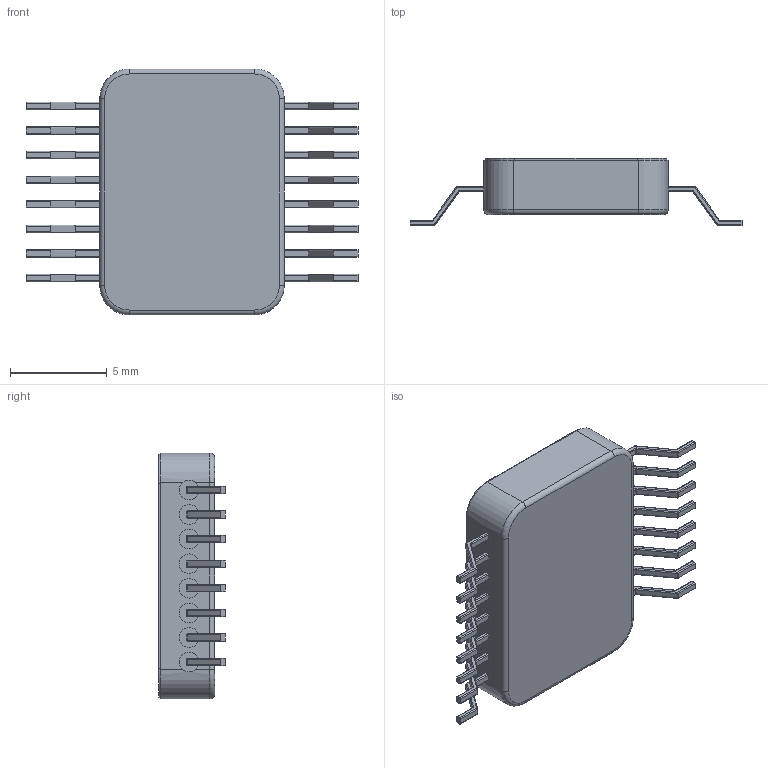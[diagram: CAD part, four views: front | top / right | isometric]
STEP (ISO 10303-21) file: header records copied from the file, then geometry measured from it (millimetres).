
FILE_DESCRIPTION (( 'STEP AP214' ), '1' );
FILE_NAME ('QT128.STEP', '2023-08-09T21:30:09', ( '' ), ( '' ), 'SwSTEP 2.0', 'SolidWorks 2022', '' );
FILE_SCHEMA (( 'AUTOMOTIVE_DESIGN' ));
Length unit declared in the file: inch
Products named in the file (1): QT128
Bounding box: 17.14 x 3.46 x 12.7 mm (x, y, z)
Volume: 179.6 mm3; surface area: 874.6 mm2
Topology: 20 solids, 20 shells, 967 faces, 2392 edges, 1440 vertices
Faces by surface type: cylinder 408, plane 367, torus 76, sphere 64, bspline 52
Entity records: 44024 total; most frequent: CARTESIAN_POINT 8294, DIRECTION 4936, ORIENTED_EDGE 4656, EDGE_CURVE 2328, AXIS2_PLACEMENT_3D 1812, VERTEX_POINT 1440, VECTOR 1312, LINE 1312
